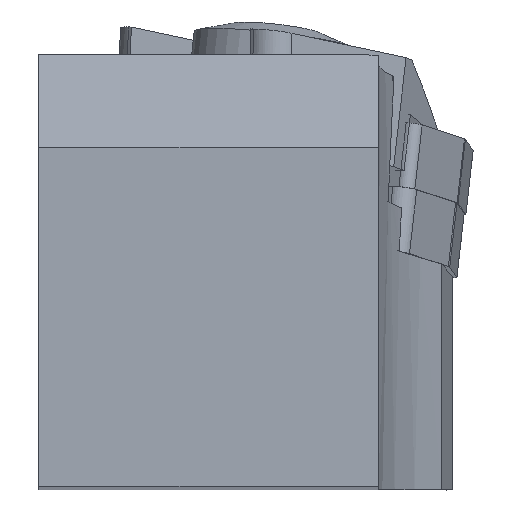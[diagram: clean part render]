
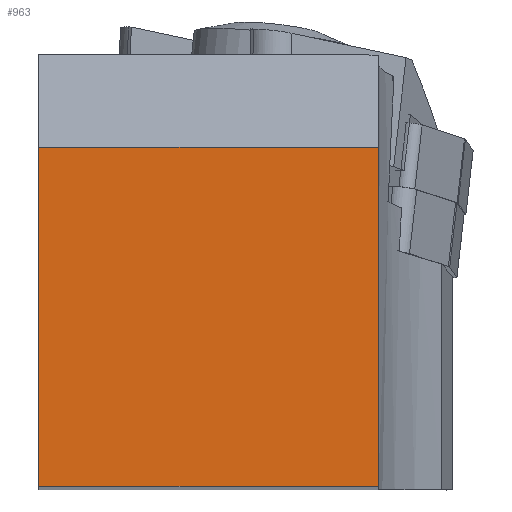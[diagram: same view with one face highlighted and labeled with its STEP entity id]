
A CAD part, top view. The second image highlights one B-rep face of the part: STEP entity #963.
In plain terms, the highlighted planar face has unit normal (0, 0, 1).
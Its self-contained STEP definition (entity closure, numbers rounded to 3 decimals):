
#131=CARTESIAN_POINT('',(25.0,0.0,0.0));
#132=VERTEX_POINT('',#131);
#139=CARTESIAN_POINT('',(0.0,0.0,0.0));
#140=VERTEX_POINT('',#139);
#141=CARTESIAN_POINT('',(0.0,0.0,0.0));
#142=DIRECTION('',(1.0,0.0,0.0));
#143=VECTOR('',#142,25.0);
#144=LINE('',#141,#143);
#145=EDGE_CURVE('',#140,#132,#144,.T.);
#368=CARTESIAN_POINT('',(25.,25.,0.0));
#369=VERTEX_POINT('',#368);
#376=CARTESIAN_POINT('',(25.0,0.0,0.0));
#377=DIRECTION('',(0.0,1.0,0.0));
#378=VECTOR('',#377,25.);
#379=LINE('',#376,#378);
#380=EDGE_CURVE('',#132,#369,#379,.T.);
#431=CARTESIAN_POINT('',(0.,25.0,0.0));
#432=VERTEX_POINT('',#431);
#433=CARTESIAN_POINT('',(0.,25.0,0.0));
#434=DIRECTION('',(0.0,-1.0,0.0));
#435=VECTOR('',#434,25.0);
#436=LINE('',#433,#435);
#437=EDGE_CURVE('',#432,#140,#436,.T.);
#942=CARTESIAN_POINT('',(25.,25.,0.0));
#943=DIRECTION('',(-1.0,0.0,0.0));
#944=VECTOR('',#943,25.);
#945=LINE('',#942,#944);
#946=EDGE_CURVE('',#369,#432,#945,.T.);
#952=CARTESIAN_POINT('',(12.5,12.5,0.0));
#953=DIRECTION('',(0.0,0.0,1.0));
#954=DIRECTION('',(1.0,0.0,0.0));
#955=AXIS2_PLACEMENT_3D('',#952,#953,#954);
#956=PLANE('',#955);
#957=ORIENTED_EDGE('',*,*,#145,.T.);
#958=ORIENTED_EDGE('',*,*,#380,.T.);
#959=ORIENTED_EDGE('',*,*,#946,.T.);
#960=ORIENTED_EDGE('',*,*,#437,.T.);
#961=EDGE_LOOP('',(#957,#958,#959,#960));
#962=FACE_OUTER_BOUND('',#961,.T.);
#963=ADVANCED_FACE('',(#962),#956,.T.);
